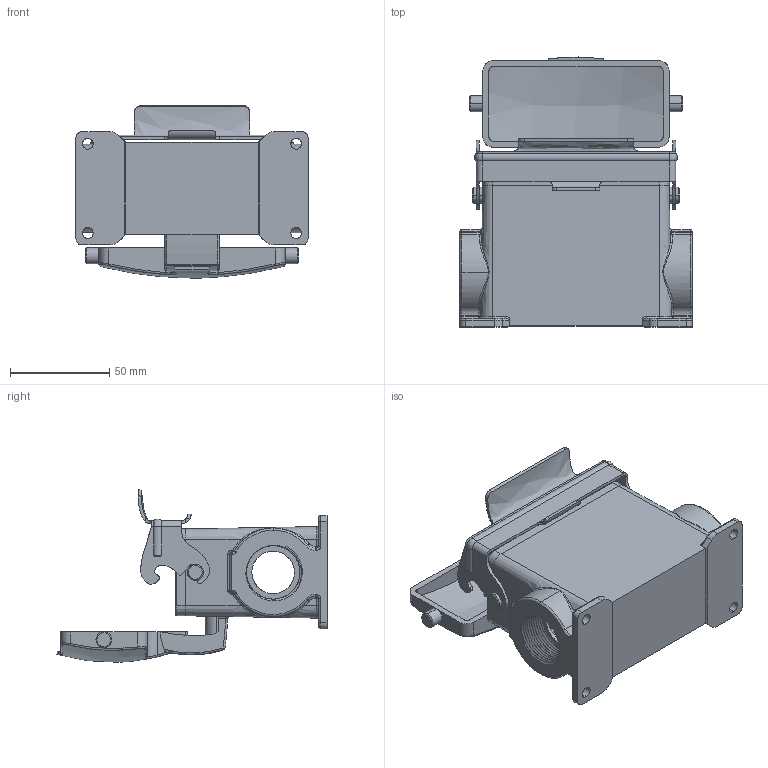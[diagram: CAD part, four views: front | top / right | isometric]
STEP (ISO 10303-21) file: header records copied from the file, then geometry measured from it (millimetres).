
FILE_DESCRIPTION (( 'STEP AP214' ), '1' );
FILE_NAME ('ZP-MC16B-2-SSM21CL.step', '2015-08-12T18:07:21', ( '' ), ( '' ), 'SwSTEP 2.0', 'SolidWorks 2014', '' );
FILE_SCHEMA (( 'AUTOMOTIVE_DESIGN' ));
Length unit declared in the file: millimetre
Products named in the file (1): ZP-MC16B-2-SSM21CL
Bounding box: 117 x 136.12 x 86.92 mm (x, y, z)
Volume: 191281.4 mm3; surface area: 82840.2 mm2
Topology: 3 solids, 3 shells, 510 faces, 1277 edges, 774 vertices
Faces by surface type: cylinder 202, plane 160, bspline 67, torus 40, cone 25, sphere 16
Entity records: 24629 total; most frequent: CARTESIAN_POINT 9980, ORIENTED_EDGE 2534, DIRECTION 2240, EDGE_CURVE 1267, AXIS2_PLACEMENT_3D 840, VERTEX_POINT 774, VECTOR 560, LINE 560
